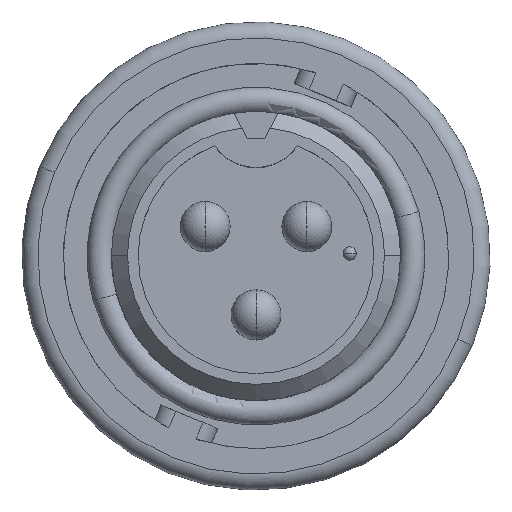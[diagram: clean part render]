
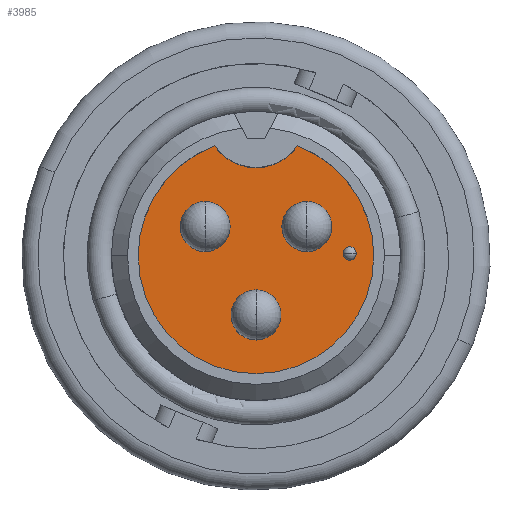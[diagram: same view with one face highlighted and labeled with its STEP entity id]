
A CAD part, top view. The second image highlights one B-rep face of the part: STEP entity #3985.
In plain terms, the highlighted planar face has unit normal (0, 0, 1).
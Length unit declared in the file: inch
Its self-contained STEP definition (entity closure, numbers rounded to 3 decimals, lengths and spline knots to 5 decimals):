
#131 = FACE_BOUND ( 'NONE', #11604, .T. ) ;
#136 = AXIS2_PLACEMENT_3D ( 'NONE', #5419, #5420, #5421 ) ;
#139 = FACE_BOUND ( 'NONE', #10468, .T. ) ;
#140 = FACE_BOUND ( 'NONE', #11615, .T. ) ;
#146 = FACE_BOUND ( 'NONE', #11597, .T. ) ;
#158 = FACE_OUTER_BOUND ( 'NONE', #11609, .T. ) ;
#279 = CIRCLE ( 'NONE', #7780, 0.22 ) ;
#280 = CIRCLE ( 'NONE', #7760, 0.04668 ) ;
#779 = VERTEX_POINT ( 'NONE', #1785 ) ;
#1186 = VERTEX_POINT ( 'NONE', #1966 ) ;
#1188 = VERTEX_POINT ( 'NONE', #1968 ) ;
#1207 = VERTEX_POINT ( 'NONE', #1987 ) ;
#1215 = VERTEX_POINT ( 'NONE', #1995 ) ;
#1222 = VERTEX_POINT ( 'NONE', #2002 ) ;
#1229 = VERTEX_POINT ( 'NONE', #2009 ) ;
#1233 = VERTEX_POINT ( 'NONE', #2013 ) ;
#1234 = VERTEX_POINT ( 'NONE', #2014 ) ;
#1237 = VERTEX_POINT ( 'NONE', #2017 ) ;
#1280 = VERTEX_POINT ( 'NONE', #2060 ) ;
#1281 = VERTEX_POINT ( 'NONE', #2061 ) ;
#1785 = CARTESIAN_POINT ( 'NONE',  ( -0.0775, 0.2059, -0.26 ) ) ;
#1966 = CARTESIAN_POINT ( 'NONE',  ( -0.095, 0.10168, -0.26 ) ) ;
#1968 = CARTESIAN_POINT ( 'NONE',  ( 0., -0.06332, -0.26 ) ) ;
#1987 = CARTESIAN_POINT ( 'NONE',  ( 0.22, 0., -0.26 ) ) ;
#1995 = CARTESIAN_POINT ( 'NONE',  ( 0.095, 0.00832, -0.26 ) ) ;
#2002 = CARTESIAN_POINT ( 'NONE',  ( -0.095, 0.00832, -0.26 ) ) ;
#2009 = CARTESIAN_POINT ( 'NONE',  ( 0.0775, 0.2059, -0.26 ) ) ;
#2013 = CARTESIAN_POINT ( 'NONE',  ( 0., -0.15668, -0.26 ) ) ;
#2014 = CARTESIAN_POINT ( 'NONE',  ( 0.095, 0.10168, -0.26 ) ) ;
#2017 = CARTESIAN_POINT ( 'NONE',  ( -0.22, 0., -0.26 ) ) ;
#2060 = CARTESIAN_POINT ( 'NONE',  ( 0.1875, 0.005, -0.26 ) ) ;
#2061 = CARTESIAN_POINT ( 'NONE',  ( 0.1625, 0.005, -0.26 ) ) ;
#3751 = CIRCLE ( 'NONE', #7698, 0.04668 ) ;
#3776 = CIRCLE ( 'NONE', #7684, 0.04668 ) ;
#3780 = CIRCLE ( 'NONE', #7694, 0.22 ) ;
#3859 = CIRCLE ( 'NONE', #7753, 0.0125 ) ;
#3900 = CIRCLE ( 'NONE', #7586, 0.0125 ) ;
#3948 = CIRCLE ( 'NONE', #7643, 0.094 ) ;
#3951 = CIRCLE ( 'NONE', #7593, 0.04668 ) ;
#3965 = CIRCLE ( 'NONE', #7595, 0.04668 ) ;
#3985 = ADVANCED_FACE ( 'NONE', ( #139, #158, #131, #140, #146 ), #5418, .T. ) ;
#4003 = CIRCLE ( 'NONE', #7526, 0.22 ) ;
#4173 = CIRCLE ( 'NONE', #7602, 0.04668 ) ;
#5418 = PLANE ( 'NONE',  #136 ) ;
#5419 = CARTESIAN_POINT ( 'NONE',  ( 0., 0.12955, -0.26 ) ) ;
#5420 = DIRECTION ( 'NONE',  ( 0., 0., 1. ) ) ;
#5421 = DIRECTION ( 'NONE',  ( 1., 0., 0. ) ) ;
#5596 = EDGE_CURVE ( 'NONE', #779, #1237, #4003, .T. ) ;
#5676 = EDGE_CURVE ( 'NONE', #1233, #1188, #3951, .T. ) ;
#5678 = EDGE_CURVE ( 'NONE', #1215, #1234, #3965, .T. ) ;
#5680 = EDGE_CURVE ( 'NONE', #1280, #1281, #3900, .T. ) ;
#5684 = EDGE_CURVE ( 'NONE', #1222, #1186, #4173, .T. ) ;
#5720 = EDGE_CURVE ( 'NONE', #1229, #779, #3948, .T. ) ;
#5797 = EDGE_CURVE ( 'NONE', #1188, #1233, #3776, .T. ) ;
#5805 = EDGE_CURVE ( 'NONE', #1207, #1229, #3780, .T. ) ;
#5811 = EDGE_CURVE ( 'NONE', #1186, #1222, #3751, .T. ) ;
#5882 = EDGE_CURVE ( 'NONE', #1281, #1280, #3859, .T. ) ;
#5893 = EDGE_CURVE ( 'NONE', #1234, #1215, #280, .T. ) ;
#5940 = EDGE_CURVE ( 'NONE', #1237, #1207, #279, .T. ) ;
#7018 = CARTESIAN_POINT ( 'NONE',  ( 0., 0., -0.26 ) ) ;
#7019 = DIRECTION ( 'NONE',  ( 0., 0., 1. ) ) ;
#7020 = DIRECTION ( 'NONE',  ( 1., 0., 0. ) ) ;
#7526 = AXIS2_PLACEMENT_3D ( 'NONE', #7018, #7019, #7020 ) ;
#7586 = AXIS2_PLACEMENT_3D ( 'NONE', #8166, #8167, #8168 ) ;
#7593 = AXIS2_PLACEMENT_3D ( 'NONE', #8149, #8150, #8151 ) ;
#7595 = AXIS2_PLACEMENT_3D ( 'NONE', #8160, #8161, #8162 ) ;
#7602 = AXIS2_PLACEMENT_3D ( 'NONE', #8178, #8179, #8180 ) ;
#7643 = AXIS2_PLACEMENT_3D ( 'NONE', #8358, #8359, #8360 ) ;
#7684 = AXIS2_PLACEMENT_3D ( 'NONE', #8736, #8737, #8738 ) ;
#7694 = AXIS2_PLACEMENT_3D ( 'NONE', #8763, #8764, #8765 ) ;
#7698 = AXIS2_PLACEMENT_3D ( 'NONE', #8778, #8782, #8783 ) ;
#7753 = AXIS2_PLACEMENT_3D ( 'NONE', #9169, #9170, #9171 ) ;
#7760 = AXIS2_PLACEMENT_3D ( 'NONE', #9228, #9229, #9230 ) ;
#7780 = AXIS2_PLACEMENT_3D ( 'NONE', #9484, #9485, #9486 ) ;
#8149 = CARTESIAN_POINT ( 'NONE',  ( 0., -0.11, -0.26 ) ) ;
#8150 = DIRECTION ( 'NONE',  ( 0., 0., 1. ) ) ;
#8151 = DIRECTION ( 'NONE',  ( 1., 0., 0. ) ) ;
#8160 = CARTESIAN_POINT ( 'NONE',  ( 0.095, 0.055, -0.26 ) ) ;
#8161 = DIRECTION ( 'NONE',  ( 0., 0., 1. ) ) ;
#8162 = DIRECTION ( 'NONE',  ( 1., 0., 0. ) ) ;
#8166 = CARTESIAN_POINT ( 'NONE',  ( 0.175, 0.005, -0.26 ) ) ;
#8167 = DIRECTION ( 'NONE',  ( 0., 0., -1. ) ) ;
#8168 = DIRECTION ( 'NONE',  ( 1., 0., 0. ) ) ;
#8178 = CARTESIAN_POINT ( 'NONE',  ( -0.095, 0.055, -0.26 ) ) ;
#8179 = DIRECTION ( 'NONE',  ( 0., 0., 1. ) ) ;
#8180 = DIRECTION ( 'NONE',  ( 1., 0., 0. ) ) ;
#8358 = CARTESIAN_POINT ( 'NONE',  ( 0., 0.25909, -0.26 ) ) ;
#8359 = DIRECTION ( 'NONE',  ( 0., 0., -1. ) ) ;
#8360 = DIRECTION ( 'NONE',  ( 1., 0., 0. ) ) ;
#8736 = CARTESIAN_POINT ( 'NONE',  ( 0., -0.11, -0.26 ) ) ;
#8737 = DIRECTION ( 'NONE',  ( 0., 0., 1. ) ) ;
#8738 = DIRECTION ( 'NONE',  ( 1., 0., 0. ) ) ;
#8763 = CARTESIAN_POINT ( 'NONE',  ( 0., 0., -0.26 ) ) ;
#8764 = DIRECTION ( 'NONE',  ( 0., 0., 1. ) ) ;
#8765 = DIRECTION ( 'NONE',  ( 1., 0., 0. ) ) ;
#8778 = CARTESIAN_POINT ( 'NONE',  ( -0.095, 0.055, -0.26 ) ) ;
#8782 = DIRECTION ( 'NONE',  ( 0., 0., 1. ) ) ;
#8783 = DIRECTION ( 'NONE',  ( 1., 0., 0. ) ) ;
#9169 = CARTESIAN_POINT ( 'NONE',  ( 0.175, 0.005, -0.26 ) ) ;
#9170 = DIRECTION ( 'NONE',  ( 0., 0., -1. ) ) ;
#9171 = DIRECTION ( 'NONE',  ( 1., 0., 0. ) ) ;
#9228 = CARTESIAN_POINT ( 'NONE',  ( 0.095, 0.055, -0.26 ) ) ;
#9229 = DIRECTION ( 'NONE',  ( 0., 0., 1. ) ) ;
#9230 = DIRECTION ( 'NONE',  ( 1., 0., 0. ) ) ;
#9484 = CARTESIAN_POINT ( 'NONE',  ( 0., 0., -0.26 ) ) ;
#9485 = DIRECTION ( 'NONE',  ( 0., 0., 1. ) ) ;
#9486 = DIRECTION ( 'NONE',  ( 1., 0., 0. ) ) ;
#10468 = EDGE_LOOP ( 'NONE', ( #12180, #12206 ) ) ;
#11597 = EDGE_LOOP ( 'NONE', ( #12607, #12618 ) ) ;
#11604 = EDGE_LOOP ( 'NONE', ( #12236, #12204 ) ) ;
#11609 = EDGE_LOOP ( 'NONE', ( #12215, #12214, #12170, #12164 ) ) ;
#11615 = EDGE_LOOP ( 'NONE', ( #12598, #12634 ) ) ;
#12164 = ORIENTED_EDGE ( 'NONE', *, *, #5805, .T. ) ;
#12170 = ORIENTED_EDGE ( 'NONE', *, *, #5940, .T. ) ;
#12180 = ORIENTED_EDGE ( 'NONE', *, *, #5684, .F. ) ;
#12204 = ORIENTED_EDGE ( 'NONE', *, *, #5882, .T. ) ;
#12206 = ORIENTED_EDGE ( 'NONE', *, *, #5811, .F. ) ;
#12214 = ORIENTED_EDGE ( 'NONE', *, *, #5596, .T. ) ;
#12215 = ORIENTED_EDGE ( 'NONE', *, *, #5720, .T. ) ;
#12236 = ORIENTED_EDGE ( 'NONE', *, *, #5680, .T. ) ;
#12598 = ORIENTED_EDGE ( 'NONE', *, *, #5676, .F. ) ;
#12607 = ORIENTED_EDGE ( 'NONE', *, *, #5678, .F. ) ;
#12618 = ORIENTED_EDGE ( 'NONE', *, *, #5893, .F. ) ;
#12634 = ORIENTED_EDGE ( 'NONE', *, *, #5797, .F. ) ;
